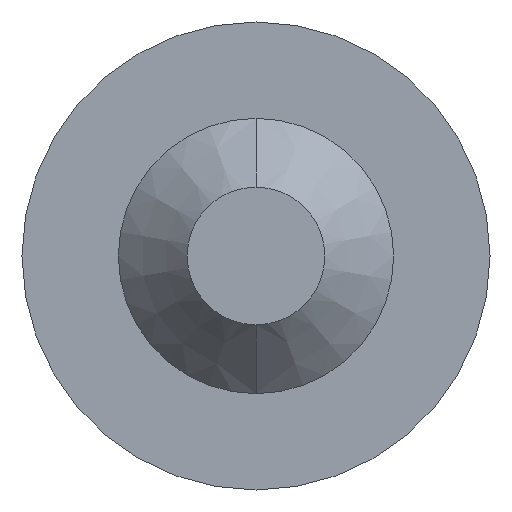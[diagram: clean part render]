
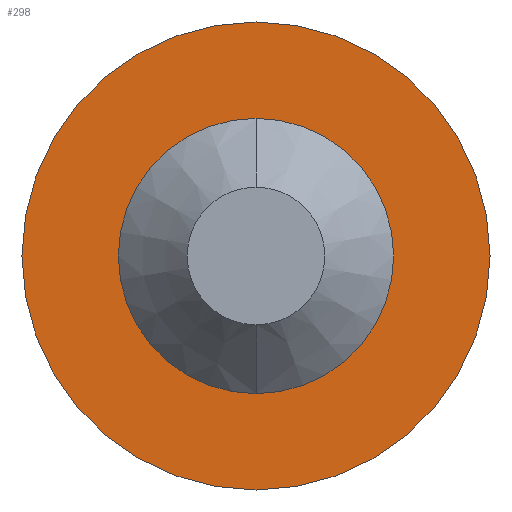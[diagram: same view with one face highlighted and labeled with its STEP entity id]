
A CAD part, front view. The second image highlights one B-rep face of the part: STEP entity #298.
In plain terms, the highlighted planar face has unit normal (0, -1, 0).
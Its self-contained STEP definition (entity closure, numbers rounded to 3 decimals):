
#45 = AXIS2_PLACEMENT_3D ( 'NONE', #483, #48, #192 ) ;
#48 = DIRECTION ( 'NONE',  ( 0., 1., 0. ) ) ;
#88 = AXIS2_PLACEMENT_3D ( 'NONE', #417, #465, #517 ) ;
#97 = DIRECTION ( 'NONE',  ( 0., 1., 0. ) ) ;
#121 = CIRCLE ( 'NONE', #45, 1.7 ) ;
#130 = ORIENTED_EDGE ( 'NONE', *, *, #196, .F. ) ;
#143 = PLANE ( 'NONE',  #333 ) ;
#167 = DIRECTION ( 'NONE',  ( 0., 0., 1. ) ) ;
#184 = EDGE_CURVE ( 'NONE', #488, #377, #625, .T. ) ;
#192 = DIRECTION ( 'NONE',  ( 0., 0., 1. ) ) ;
#196 = EDGE_CURVE ( 'NONE', #439, #430, #234, .T. ) ;
#203 = CARTESIAN_POINT ( 'NONE',  ( 0., 0., -1. ) ) ;
#234 = CIRCLE ( 'NONE', #516, 1.7 ) ;
#236 = ORIENTED_EDGE ( 'NONE', *, *, #184, .T. ) ;
#266 = AXIS2_PLACEMENT_3D ( 'NONE', #362, #308, #167 ) ;
#298 = ADVANCED_FACE ( 'NONE', ( #550, #520 ), #143, .F. ) ;
#308 = DIRECTION ( 'NONE',  ( 0., 1., 0. ) ) ;
#317 = EDGE_CURVE ( 'NONE', #430, #439, #121, .T. ) ;
#332 = DIRECTION ( 'NONE',  ( 0., 0., 1. ) ) ;
#333 = AXIS2_PLACEMENT_3D ( 'NONE', #584, #97, #440 ) ;
#336 = EDGE_LOOP ( 'NONE', ( #391, #130 ) ) ;
#337 = CARTESIAN_POINT ( 'NONE',  ( 0., 0., 1.7 ) ) ;
#360 = EDGE_LOOP ( 'NONE', ( #552, #236 ) ) ;
#362 = CARTESIAN_POINT ( 'NONE',  ( 0., 0., 0. ) ) ;
#377 = VERTEX_POINT ( 'NONE', #580 ) ;
#391 = ORIENTED_EDGE ( 'NONE', *, *, #317, .F. ) ;
#412 = CIRCLE ( 'NONE', #266, 1. ) ;
#417 = CARTESIAN_POINT ( 'NONE',  ( 0., 0., 0. ) ) ;
#430 = VERTEX_POINT ( 'NONE', #627 ) ;
#439 = VERTEX_POINT ( 'NONE', #337 ) ;
#440 = DIRECTION ( 'NONE',  ( 0., 0., 1. ) ) ;
#465 = DIRECTION ( 'NONE',  ( 0., 1., 0. ) ) ;
#473 = CARTESIAN_POINT ( 'NONE',  ( 0., 0., 0. ) ) ;
#479 = DIRECTION ( 'NONE',  ( 0., 1., 0. ) ) ;
#483 = CARTESIAN_POINT ( 'NONE',  ( 0., 0., 0. ) ) ;
#488 = VERTEX_POINT ( 'NONE', #203 ) ;
#516 = AXIS2_PLACEMENT_3D ( 'NONE', #473, #479, #332 ) ;
#517 = DIRECTION ( 'NONE',  ( 0., 0., 1. ) ) ;
#520 = FACE_OUTER_BOUND ( 'NONE', #336, .T. ) ;
#550 = FACE_BOUND ( 'NONE', #360, .T. ) ;
#552 = ORIENTED_EDGE ( 'NONE', *, *, #561, .T. ) ;
#561 = EDGE_CURVE ( 'NONE', #377, #488, #412, .T. ) ;
#580 = CARTESIAN_POINT ( 'NONE',  ( 0., 0., 1. ) ) ;
#584 = CARTESIAN_POINT ( 'NONE',  ( 0., 0., 0. ) ) ;
#625 = CIRCLE ( 'NONE', #88, 1. ) ;
#627 = CARTESIAN_POINT ( 'NONE',  ( 0., 0., -1.7 ) ) ;
